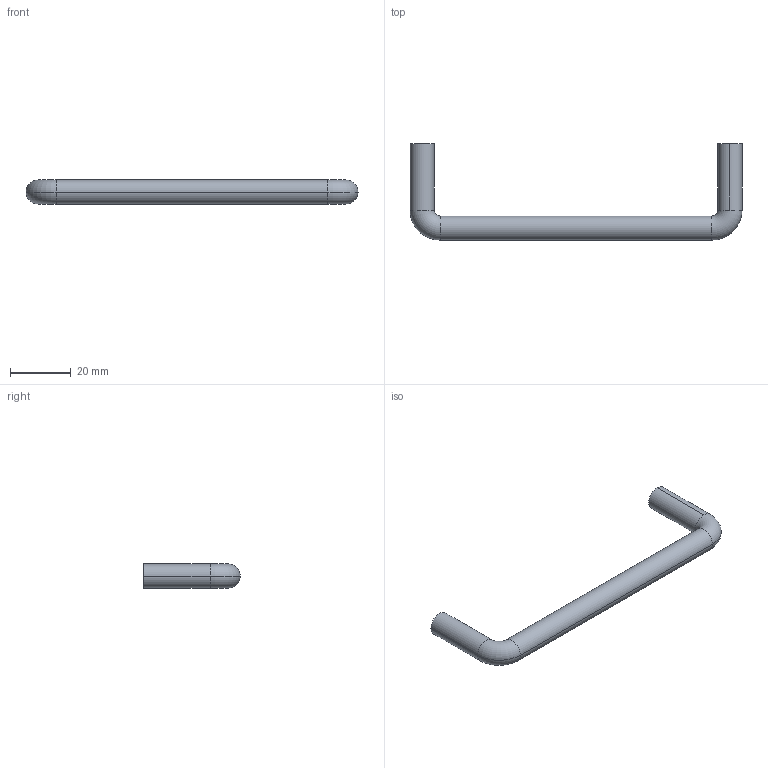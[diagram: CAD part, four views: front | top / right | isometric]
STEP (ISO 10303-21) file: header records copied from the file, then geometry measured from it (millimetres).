
FILE_DESCRIPTION (( 'STEP AP203' ), '1' );
FILE_NAME ('6195A51_Threaded-Hole Round Pull Handle.STEP', '2021-07-09T21:32:28', ( 'Administrator' ), ( 'Managed by Terraform' ), 'SwSTEP 2.0', 'SolidWorks 2017', '' );
FILE_SCHEMA (( 'CONFIG_CONTROL_DESIGN' ));
Length unit declared in the file: inch
Products named in the file (1): 6195A51_Threaded-Hole Round Pull Handle
Bounding box: 109.54 x 31.75 x 7.94 mm (x, y, z)
Volume: 7187.6 mm3; surface area: 4521.9 mm2
Topology: 1 solids, 1 shells, 108 faces, 300 edges, 196 vertices
Faces by surface type: cylinder 88, cone 6, bspline 6, torus 4, plane 4
Entity records: 9723 total; most frequent: CARTESIAN_POINT 7413, ORIENTED_EDGE 600, DIRECTION 348, EDGE_CURVE 300, VERTEX_POINT 196, AXIS2_PLACEMENT_3D 129, EDGE_LOOP 110, ADVANCED_FACE 108
